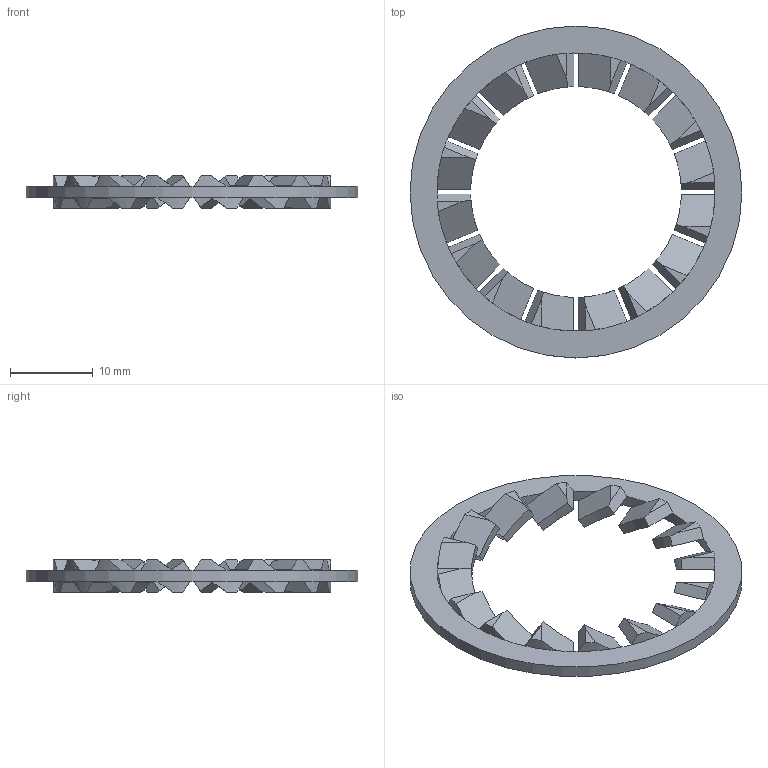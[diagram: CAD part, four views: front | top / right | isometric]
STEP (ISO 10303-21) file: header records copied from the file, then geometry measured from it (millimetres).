
FILE_DESCRIPTION (( 'STEP AP203' ), '1' );
FILE_NAME ('25SW4.STEP', '2020-02-25T15:55:07', ( '' ), ( '' ), 'SwSTEP 2.0', 'SolidWorks 2017', '' );
FILE_SCHEMA (( 'CONFIG_CONTROL_DESIGN' ));
Length unit declared in the file: millimetre
Products named in the file (1): 25SW4
Bounding box: 40 x 40 x 3.9 mm (x, y, z)
Volume: 1086.1 mm3; surface area: 2047 mm2
Topology: 1 solids, 1 shells, 163 faces, 419 edges, 258 vertices
Faces by surface type: plane 98, cylinder 65
Full cylindrical faces by diameter (mm): 40 x1
Entity records: 4935 total; most frequent: CARTESIAN_POINT 1416, ORIENTED_EDGE 836, DIRECTION 652, EDGE_CURVE 418, AXIS2_PLACEMENT_3D 262, VERTEX_POINT 258, EDGE_LOOP 166, FACE_OUTER_BOUND 164
